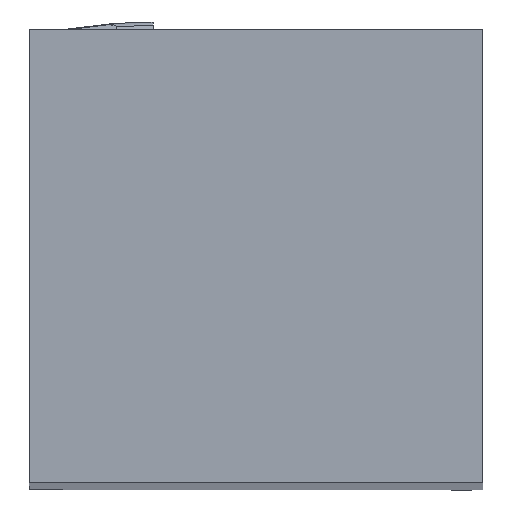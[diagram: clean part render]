
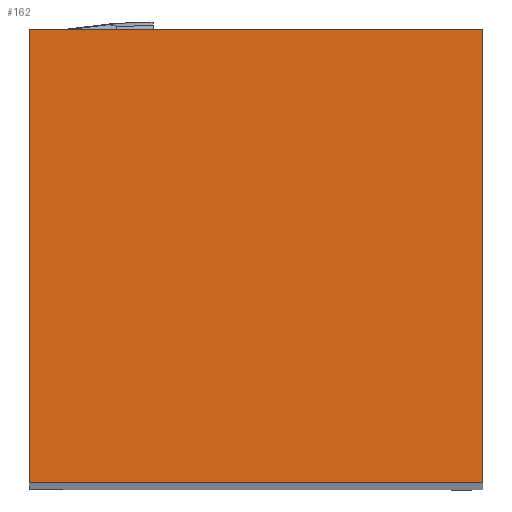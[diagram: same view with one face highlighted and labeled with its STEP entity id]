
A CAD part, top view. The second image highlights one B-rep face of the part: STEP entity #162.
In plain terms, the highlighted planar face has unit normal (0, 0, 1).
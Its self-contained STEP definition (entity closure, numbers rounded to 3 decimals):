
#162=ADVANCED_FACE('',(#229),#195,.F.);
#195=PLANE('',#922);
#229=FACE_OUTER_BOUND('',#270,.T.);
#270=EDGE_LOOP('',(#436,#437,#438,#439));
#436=ORIENTED_EDGE('',*,*,#629,.T.);
#437=ORIENTED_EDGE('',*,*,#622,.F.);
#438=ORIENTED_EDGE('',*,*,#617,.F.);
#439=ORIENTED_EDGE('',*,*,#614,.T.);
#529=VERTEX_POINT('',#1321);
#530=VERTEX_POINT('',#1323);
#531=VERTEX_POINT('',#1328);
#534=VERTEX_POINT('',#1338);
#614=EDGE_CURVE('',#530,#529,#697,.T.);
#617=EDGE_CURVE('',#530,#531,#700,.T.);
#622=EDGE_CURVE('',#531,#534,#705,.T.);
#629=EDGE_CURVE('',#529,#534,#712,.T.);
#697=LINE('',#1322,#777);
#700=LINE('',#1327,#780);
#705=LINE('',#1337,#785);
#712=LINE('',#1349,#792);
#777=VECTOR('',#1075,1.);
#780=VECTOR('',#1080,1.);
#785=VECTOR('',#1089,1.);
#792=VECTOR('',#1098,1.);
#922=AXIS2_PLACEMENT_3D('',#1352,#1103,#1104);
#1075=DIRECTION('',(0.,1.,0.));
#1080=DIRECTION('',(-1.,0.,0.));
#1089=DIRECTION('',(0.,1.,0.));
#1098=DIRECTION('',(-1.,0.,0.));
#1103=DIRECTION('',(0.,0.,-1.));
#1104=DIRECTION('',(-1.,0.,0.));
#1321=CARTESIAN_POINT('',(0.,12.7,0.));
#1322=CARTESIAN_POINT('',(0.,0.,0.));
#1323=CARTESIAN_POINT('',(0.,0.,0.));
#1327=CARTESIAN_POINT('',(0.,0.,0.));
#1328=CARTESIAN_POINT('',(-12.7,0.,0.));
#1337=CARTESIAN_POINT('',(-12.7,0.,0.));
#1338=CARTESIAN_POINT('',(-12.7,12.7,0.));
#1349=CARTESIAN_POINT('',(0.,12.7,0.));
#1352=CARTESIAN_POINT('',(0.,0.,0.));
